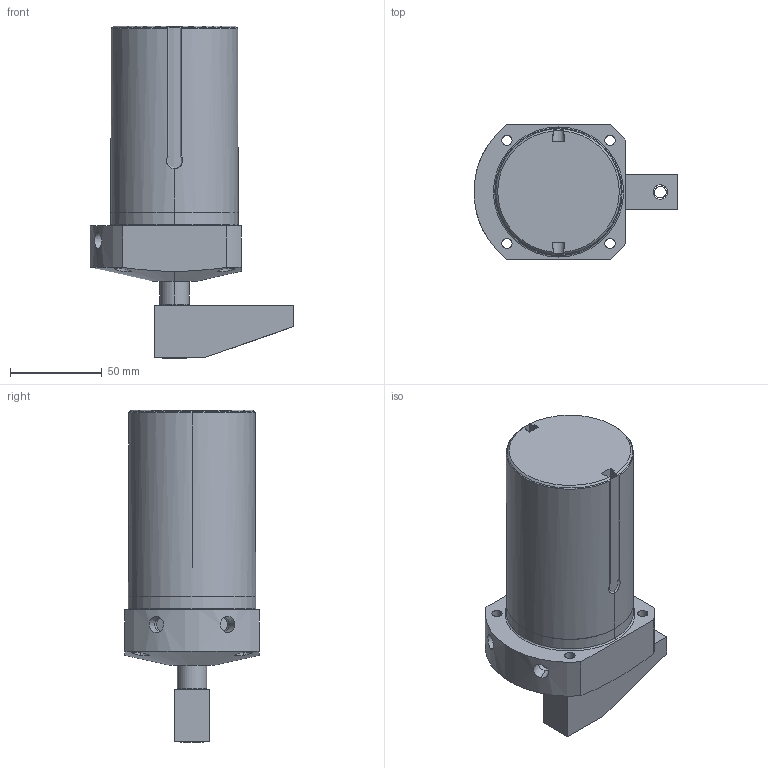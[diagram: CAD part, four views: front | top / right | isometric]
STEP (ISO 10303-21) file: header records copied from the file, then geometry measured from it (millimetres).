
FILE_DESCRIPTION((''),'2;1');
FILE_NAME('ILCP1520600_ASM','2010-09-15T',('jdw'),(''),'PRO/ENGINEER BY PARAMETRIC TECHNOLOGY CORPORATION, 2007460','PRO/ENGINEER BY PARAMETRIC TECHNOLOGY CORPORATION, 2007460','');
FILE_SCHEMA(('AUTOMOTIVE_DESIGN_CC2 { 1 2 10303 214 -1 1 5 2 }'));
Length unit declared in the file: inch
Products named in the file (3): ILCP1520600; ILC91501503; ILCP1520600_ASM
Assembly tree (2 placements, depth 2):
  ILCP1520600_ASM
    ILCP1520600
    ILC91501503
Bounding box: 110.8 x 73 x 180.6 mm (x, y, z)
Volume: 577418.5 mm3; surface area: 79591.2 mm2
Topology: 2 solids, 6 shells, 123 faces, 297 edges, 193 vertices
Faces by surface type: plane 52, cylinder 47, cone 16, bspline 4, torus 4
Entity records: 5414 total; most frequent: CARTESIAN_POINT 1271, DIRECTION 622, ORIENTED_EDGE 578, EDGE_CURVE 295, PRESENTATION_STYLE_ASSIGNMENT 273, STYLED_ITEM 249, CURVE_STYLE 246, AXIS2_PLACEMENT_3D 240
